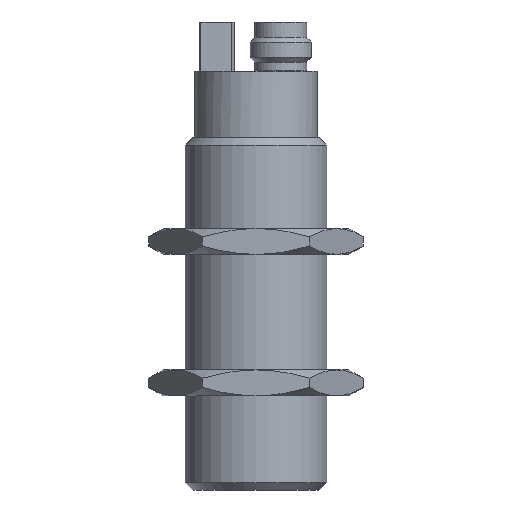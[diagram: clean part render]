
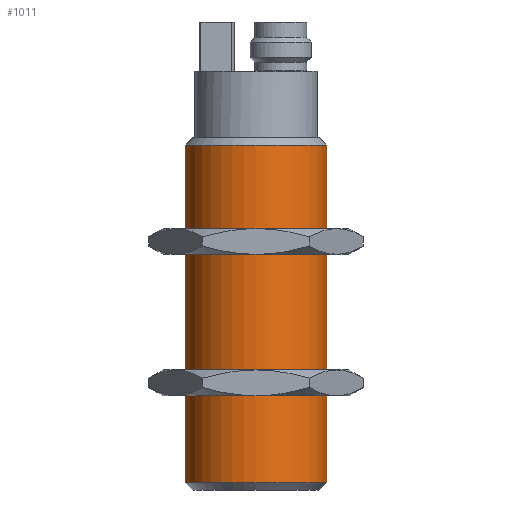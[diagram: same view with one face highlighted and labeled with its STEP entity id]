
A CAD part, front view. The second image highlights one B-rep face of the part: STEP entity #1011.
In plain terms, the highlighted cylindrical face has radius 15 mm (diameter 30 mm), a partial arc.
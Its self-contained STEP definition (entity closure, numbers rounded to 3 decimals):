
#94=CARTESIAN_POINT('',(0.,0.,73.2));
#95=DIRECTION('',(0.,0.,-1.));
#96=DIRECTION('',(1.,0.,0.));
#97=AXIS2_PLACEMENT_3D('',#94,#95,#96);
#103=DIRECTION('',(0.,0.,-1.));
#104=VECTOR('',#103,71.7);
#105=CARTESIAN_POINT('',(15.,0.,73.2));
#106=LINE('',#105,#104);
#107=CARTESIAN_POINT('',(0.,0.,1.5));
#108=DIRECTION('',(0.,0.,-1.));
#109=DIRECTION('',(1.,0.,0.));
#110=AXIS2_PLACEMENT_3D('',#107,#108,#109);
#112=DIRECTION('',(0.,0.,1.));
#113=VECTOR('',#112,71.7);
#114=CARTESIAN_POINT('',(-15.,0.,
1.5));
#115=LINE('',#114,#113);
#661=CARTESIAN_POINT('',(-15.,0.,
1.5));
#663=VERTEX_POINT('',#661);
#666=CARTESIAN_POINT('',(15.,0.,1.5));
#668=VERTEX_POINT('',#666);
#669=CARTESIAN_POINT('',(-15.,0.,
73.2));
#670=VERTEX_POINT('',#669);
#671=CARTESIAN_POINT('',(15.,0.,73.2));
#672=VERTEX_POINT('',#671);
#1000=CARTESIAN_POINT('',(0.,0.,0.066));
#1001=DIRECTION('',(0.,0.,1.));
#1002=DIRECTION('',(1.,0.,0.));
#1003=AXIS2_PLACEMENT_3D('',#1000,#1001,#1002);
#1004=CYLINDRICAL_SURFACE('',#1003,15.);
#1005=ORIENTED_EDGE('',*,*,#987,.F.);
#1006=ORIENTED_EDGE('',*,*,#922,.T.);
#1007=ORIENTED_EDGE('',*,*,#878,.T.);
#1008=ORIENTED_EDGE('',*,*,#919,.T.);
#1009=EDGE_LOOP('',(#1005,#1006,#1007,#1008));
#1010=FACE_OUTER_BOUND('',#1009,.F.);
#1011=ADVANCED_FACE('',(#1010),#1004,.T.);
#98=CIRCLE('',#97,15.);
#111=CIRCLE('',#110,15.);
#878=EDGE_CURVE('',#668,#663,#111,.T.);
#919=EDGE_CURVE('',#663,#670,#115,.T.);
#922=EDGE_CURVE('',#672,#668,#106,.T.);
#987=EDGE_CURVE('',#672,#670,#98,.T.);
